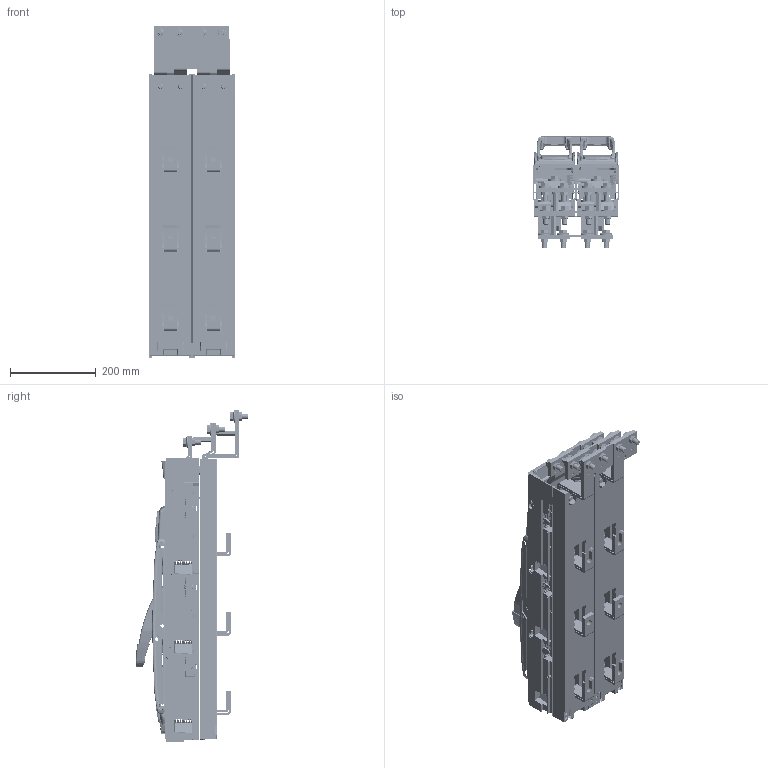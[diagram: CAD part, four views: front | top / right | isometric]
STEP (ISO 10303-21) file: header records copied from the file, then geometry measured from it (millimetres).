
FILE_DESCRIPTION((''),'2;1');
FILE_NAME('PRT0001','2022-08-09T15:45:20',('XYS'),(''),'CREO PARAMETRIC BY PTC INC, 2016390','CREO PARAMETRIC BY PTC INC, 2016390','');
FILE_SCHEMA(('CONFIG_CONTROL_DESIGN'));
Products named in the file (1): PRT0001
Bounding box: 198.98 x 262.91 x 775.02 mm (x, y, z)
Surface area: 1359133.9 mm2 (no closed solid volume)
Topology: 0 solids, 163 shells, 5734 faces, 21507 edges, 15700 vertices
Faces by surface type: plane 2756, cylinder 1381, bspline 747, extrusion 344, cone 294, torus 172, sphere 40
Entity records: 290057 total; most frequent: CARTESIAN_POINT 124277, ORIENTED_EDGE 35666, DIRECTION 27654, EDGE_CURVE 21460, VERTEX_POINT 15699, VECTOR 12048, LINE 11704, AXIS2_PLACEMENT_3D 7803
